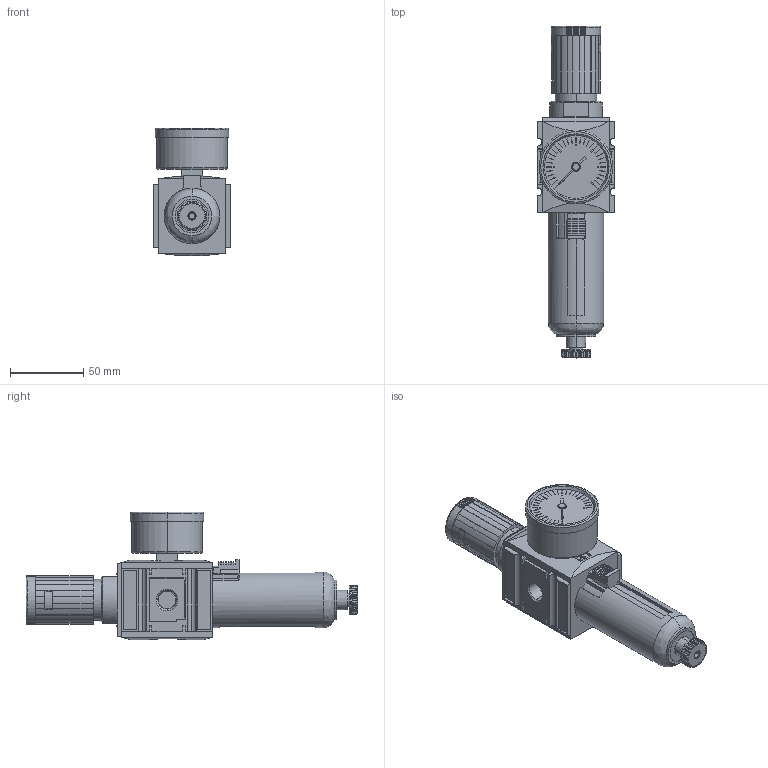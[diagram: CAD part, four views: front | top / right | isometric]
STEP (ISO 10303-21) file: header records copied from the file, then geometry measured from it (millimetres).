
FILE_DESCRIPTION (( 'STEP AP214' ), '1' );
FILE_NAME ('KN-KFRG114_8_G.STEP', '2018-08-29T11:29:18', ( '' ), ( '' ), 'SwSTEP 2.0', 'SolidWorks 2018', '' );
FILE_SCHEMA (( 'AUTOMOTIVE_DESIGN' ));
Length unit declared in the file: millimetre
Products named in the file (1): KN-KFRG114_8_G
Bounding box: 52 x 226 x 86.8 mm (x, y, z)
Volume: 357033.9 mm3; surface area: 57409 mm2
Topology: 6 solids, 7 shells, 894 faces, 2332 edges, 1530 vertices
Faces by surface type: plane 554, cylinder 257, bspline 43, cone 36, torus 4
Entity records: 39296 total; most frequent: CARTESIAN_POINT 7633, ORIENTED_EDGE 4664, DIRECTION 4309, EDGE_CURVE 2332, VERTEX_POINT 1530, VECTOR 1519, LINE 1519, AXIS2_PLACEMENT_3D 1395
